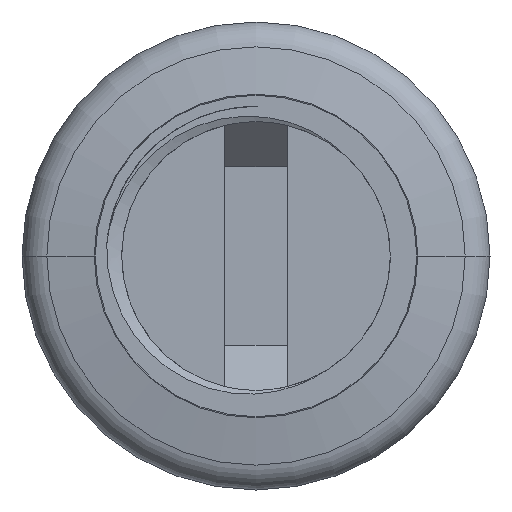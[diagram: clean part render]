
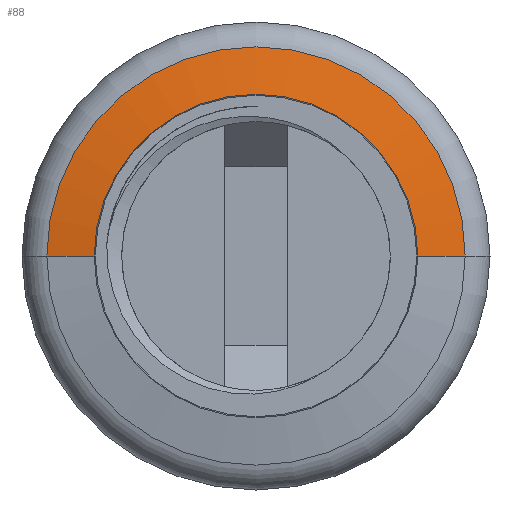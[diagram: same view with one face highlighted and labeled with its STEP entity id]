
A CAD part, left-side view. The second image highlights one B-rep face of the part: STEP entity #88.
In plain terms, the highlighted conical face has half-angle 80 degrees and reference radius 6.293 mm.
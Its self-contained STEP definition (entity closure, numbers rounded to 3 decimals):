
#88=ADVANCED_FACE('',(#505),#506,.T.);
#505=FACE_OUTER_BOUND('',#1277,.T.);
#506=CONICAL_SURFACE('',#1278,6.293,1.396);
#1277=EDGE_LOOP('',(#10295,#10296,#10297,#10298,#10299));
#1278=AXIS2_PLACEMENT_3D('',#10300,#10301,#10302);
#10295=ORIENTED_EDGE('',*,*,#13166,.F.);
#10296=ORIENTED_EDGE('',*,*,#13165,.F.);
#10297=ORIENTED_EDGE('',*,*,#13167,.T.);
#10298=ORIENTED_EDGE('',*,*,#13168,.T.);
#10299=ORIENTED_EDGE('',*,*,#13169,.T.);
#10300=CARTESIAN_POINT('',(-2.456,0.0,0.0));
#10301=DIRECTION('',(1.0,0.0,-0.0));
#10302=DIRECTION('',(0.0,-1.0,0.0));
#13165=EDGE_CURVE('',#14393,#14391,#14396,.T.);
#13166=EDGE_CURVE('',#14391,#14397,#14398,.T.);
#13167=EDGE_CURVE('',#14393,#14399,#14400,.T.);
#13168=EDGE_CURVE('',#14399,#14401,#14402,.T.);
#13169=EDGE_CURVE('',#14401,#14397,#14403,.T.);
#14391=VERTEX_POINT('',#18117);
#14393=VERTEX_POINT('',#18119);
#14396=CIRCLE('',#18122,7.097);
#14397=VERTEX_POINT('',#18123);
#14398=LINE('',#18124,#18125);
#14399=VERTEX_POINT('',#18126);
#14400=LINE('',#18127,#18128);
#14401=VERTEX_POINT('',#18129);
#14402=CIRCLE('',#18130,5.489);
#14403=CIRCLE('',#18131,5.489);
#18117=CARTESIAN_POINT('',(-2.314,-7.097,0.0));
#18119=CARTESIAN_POINT('',(-2.314,7.097,0.0));
#18122=AXIS2_PLACEMENT_3D('',#25753,#25754,#25755);
#18123=CARTESIAN_POINT('',(-2.598,-5.489,0.0));
#18124=CARTESIAN_POINT('',(-2.314,-7.097,0.0));
#18125=VECTOR('',#25756,1.633);
#18126=CARTESIAN_POINT('',(-2.598,5.489,0.0));
#18127=CARTESIAN_POINT('',(-2.314,7.097,0.0));
#18128=VECTOR('',#25757,1.633);
#18129=CARTESIAN_POINT('',(-2.598,0.0,5.489));
#18130=AXIS2_PLACEMENT_3D('',#25758,#25759,#25760);
#18131=AXIS2_PLACEMENT_3D('',#25761,#25762,#25763);
#25753=CARTESIAN_POINT('',(-2.314,0.0,0.0));
#25754=DIRECTION('',(1.0,0.0,0.0));
#25755=DIRECTION('',(0.0,1.0,0.0));
#25756=DIRECTION('',(-0.174,0.985,0.0));
#25757=DIRECTION('',(-0.174,-0.985,0.0));
#25758=CARTESIAN_POINT('',(-2.598,0.0,0.0));
#25759=DIRECTION('',(1.0,0.0,0.0));
#25760=DIRECTION('',(0.0,1.0,0.0));
#25761=CARTESIAN_POINT('',(-2.598,0.0,0.0));
#25762=DIRECTION('',(1.0,0.0,-0.0));
#25763=DIRECTION('',(0.0,0.0,1.0));
